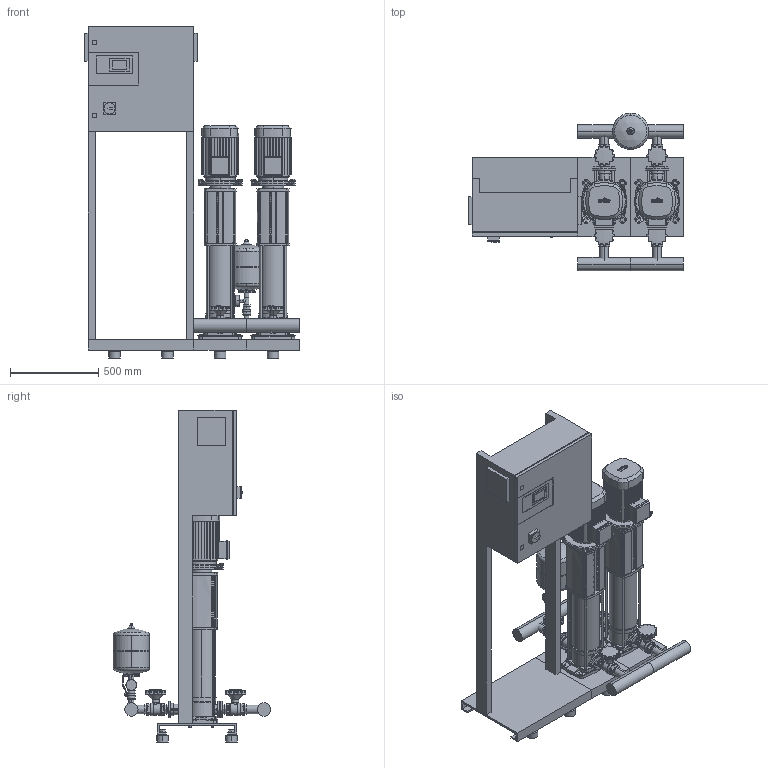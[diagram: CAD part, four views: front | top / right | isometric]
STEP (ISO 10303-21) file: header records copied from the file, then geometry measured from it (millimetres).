
FILE_DESCRIPTION((''),'2;1');
FILE_NAME('3d_CO-2HELIXV1013_K_CC-2534101.stp','2016-01-25T10:03:57',(''),(''),'Mechanical Desktop 2009','Mechanical Desktop 2009',', , ');
FILE_SCHEMA(('CONFIG_CONTROL_DESIGN'));
Length unit declared in the file: millimetre
Products named in the file (1): Product
Bounding box: 1220 x 895.05 x 1885 mm (x, y, z)
Volume: 184412427 mm3; surface area: 8996395 mm2
Topology: 109 solids, 109 shells, 3945 faces, 10355 edges, 6791 vertices
Faces by surface type: plane 1808, bspline 991, cylinder 904, cone 168, torus 60, sphere 14
Entity records: 128952 total; most frequent: CARTESIAN_POINT 31515, ORIENTED_EDGE 20694, DIRECTION 18835, EDGE_CURVE 10347, VECTOR 6905, LINE 6905, VERTEX_POINT 6786, AXIS2_PLACEMENT_3D 5965
